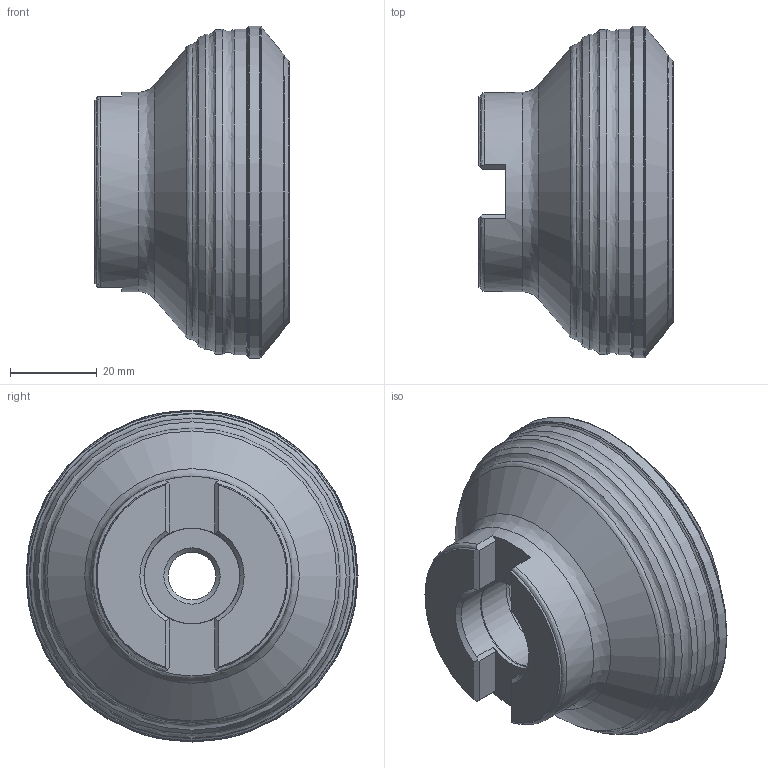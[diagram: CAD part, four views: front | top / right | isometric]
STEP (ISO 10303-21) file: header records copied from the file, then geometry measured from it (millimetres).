
FILE_DESCRIPTION (( 'STEP AP214' ), '1' );
FILE_NAME ('45PP-063-140-5.STEP', '2014-11-17T08:01:20', ( '' ), ( '' ), 'SwSTEP 2.0', 'SolidWorks 2014', '' );
FILE_SCHEMA (( 'AUTOMOTIVE_DESIGN' ));
Length unit declared in the file: millimetre
Products named in the file (1): 45PP-063-140-5
Bounding box: 45 x 76.6 x 76.6 mm (x, y, z)
Volume: 117705.6 mm3; surface area: 19726.7 mm2
Topology: 1 solids, 1 shells, 71 faces, 172 edges, 107 vertices
Faces by surface type: plane 26, bspline 19, cone 18, cylinder 8
Full cylindrical faces by diameter (mm): 11 x1, 16.5 x1, 22 x1, 22.15 x1, 22.3 x1, 46 x1, 75.1 x1, 76.6 x1
Entity records: 3058 total; most frequent: CARTESIAN_POINT 865, DIRECTION 262, ORIENTED_EDGE 256, EDGE_CURVE 128, EDGE_LOOP 114, AXIS2_PLACEMENT_3D 109, VERTEX_POINT 100, FACE_OUTER_BOUND 94
